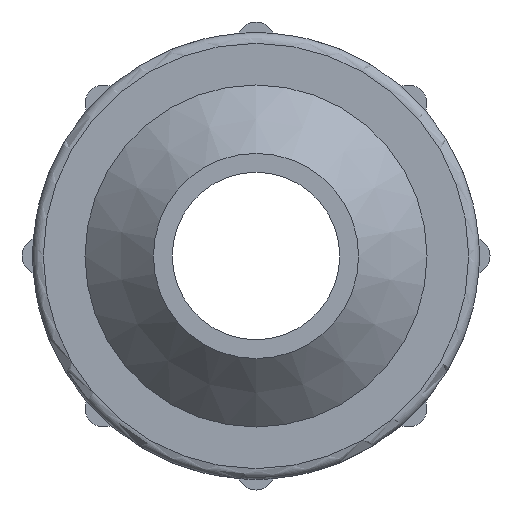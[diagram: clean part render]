
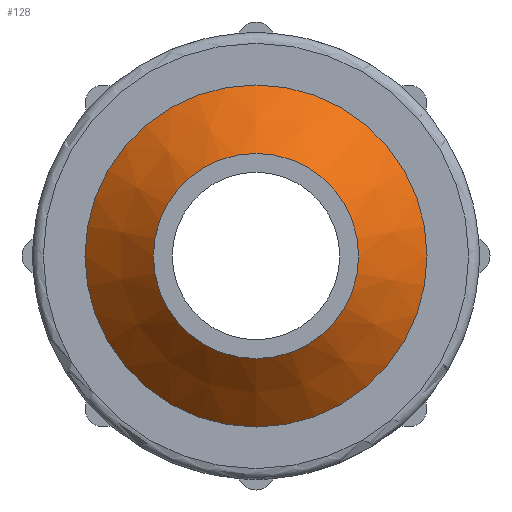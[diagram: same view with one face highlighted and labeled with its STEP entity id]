
A CAD part, left-side view. The second image highlights one B-rep face of the part: STEP entity #128.
In plain terms, the highlighted conical face has half-angle 45 degrees and reference radius 20.833 mm.
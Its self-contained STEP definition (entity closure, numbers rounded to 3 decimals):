
#128 = ADVANCED_FACE( '', ( #268, #269 ), #270, .T. );
#268 = FACE_BOUND( '', #411, .T. );
#269 = FACE_OUTER_BOUND( '', #412, .T. );
#270 = CONICAL_SURFACE( '', #413, 20.833, 0.785 );
#411 = EDGE_LOOP( '', ( #713 ) );
#412 = EDGE_LOOP( '', ( #714 ) );
#413 = AXIS2_PLACEMENT_3D( '', #715, #716, #717 );
#713 = ORIENTED_EDGE( '', *, *, #797, .T. );
#714 = ORIENTED_EDGE( '', *, *, #879, .F. );
#715 = CARTESIAN_POINT( '', ( 47.333, 0., 0. ) );
#716 = DIRECTION( '', ( 1., 0., 0. ) );
#717 = DIRECTION( '', ( 0., 0., -1. ) );
#797 = EDGE_CURVE( '', #932, #932, #933, .T. );
#879 = EDGE_CURVE( '', #1059, #1059, #1060, .T. );
#932 = VERTEX_POINT( '', #1120 );
#933 = CIRCLE( '', #1121, 12.5 );
#1059 = VERTEX_POINT( '', #1313 );
#1060 = CIRCLE( '', #1314, 20.833 );
#1120 = CARTESIAN_POINT( '', ( 39., 0., -12.5 ) );
#1121 = AXIS2_PLACEMENT_3D( '', #1419, #1420, #1421 );
#1313 = CARTESIAN_POINT( '', ( 47.333, 0., -20.833 ) );
#1314 = AXIS2_PLACEMENT_3D( '', #1564, #1565, #1566 );
#1419 = CARTESIAN_POINT( '', ( 39., 0., 0. ) );
#1420 = DIRECTION( '', ( 1., 0., 0. ) );
#1421 = DIRECTION( '', ( 0., 0., -1. ) );
#1564 = CARTESIAN_POINT( '', ( 47.333, 0., 0. ) );
#1565 = DIRECTION( '', ( 1., 0., 0. ) );
#1566 = DIRECTION( '', ( 0., 0., -1. ) );
